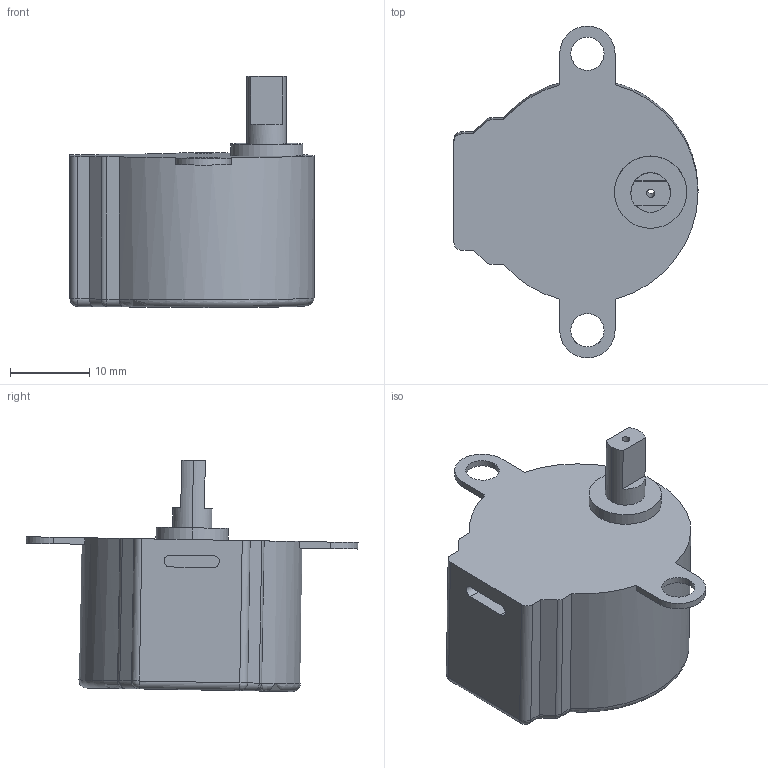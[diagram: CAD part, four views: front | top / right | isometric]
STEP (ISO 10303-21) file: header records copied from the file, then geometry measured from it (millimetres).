
FILE_DESCRIPTION(('FreeCAD Model'),'2;1');
FILE_NAME('Step Motor 28BYJ-48_rep.STEP','2015-09-13T19:16:02',('Author'),(''), 'Open CASCADE STEP processor 6.8','FreeCAD','Unknown');
FILE_SCHEMA(('AUTOMOTIVE_DESIGN_CC2 { 1 2 10303 214 -1 1 5 4 }'));
Length unit declared in the file: millimetre
Products named in the file (2): ASSEMBLY; Step_Motor_28BYJ-048_Repere
Assembly tree (1 placements, depth 2):
  ASSEMBLY
    Step_Motor_28BYJ-048_Repere
Bounding box: 30.89 x 42.01 x 29.25 mm (x, y, z)
Volume: 13053.2 mm3; surface area: 3585.3 mm2
Topology: 1 solids, 1 shells, 55 faces, 138 edges, 84 vertices
Faces by surface type: cylinder 26, plane 24, sphere 4, torus 1
Full cylindrical faces by diameter (mm): 1 x1
Entity records: 6361 total; most frequent: CARTESIAN_POINT 3809, DIRECTION 422, ORIENTED_EDGE 268, PCURVE 268, DEFINITIONAL_REPRESENTATION 268, LINE 169, VECTOR 169, EDGE_CURVE 134
